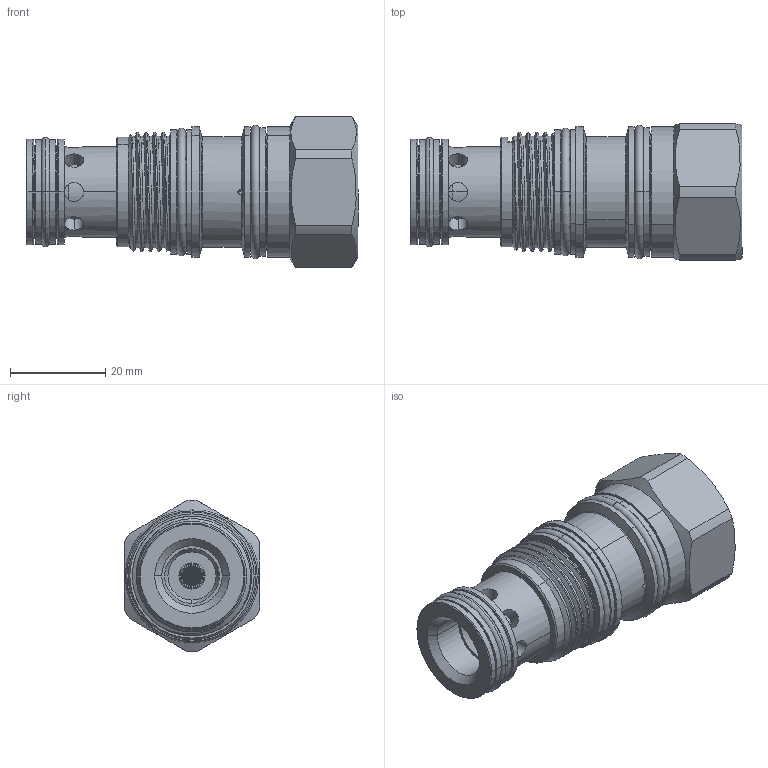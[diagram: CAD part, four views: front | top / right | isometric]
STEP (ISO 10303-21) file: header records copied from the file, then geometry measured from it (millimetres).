
FILE_DESCRIPTION (( 'STEP AP203' ), '1' );
FILE_NAME ('LR2A31-N.STEP', '2016-06-06T05:31:17', ( '' ), ( '' ), 'SwSTEP 2.0', 'SolidWorks 2012', '' );
FILE_SCHEMA (( 'CONFIG_CONTROL_DESIGN' ));
Products named in the file (1): LR2A31-N
Bounding box: 69.8 x 28.57 x 31.79 mm (x, y, z)
Volume: 32718.1 mm3; surface area: 10903.7 mm2
Topology: 5 solids, 5 shells, 634 faces, 1768 edges, 1134 vertices
Faces by surface type: cylinder 522, plane 38, cone 37, torus 31, sphere 4, bspline 2
Entity records: 45790 total; most frequent: CARTESIAN_POINT 30307, ORIENTED_EDGE 3536, DIRECTION 2414, EDGE_CURVE 1768, VERTEX_POINT 1134, EDGE_LOOP 1028, AXIS2_PLACEMENT_3D 925, B_SPLINE_CURVE_WITH_KNOTS 875
